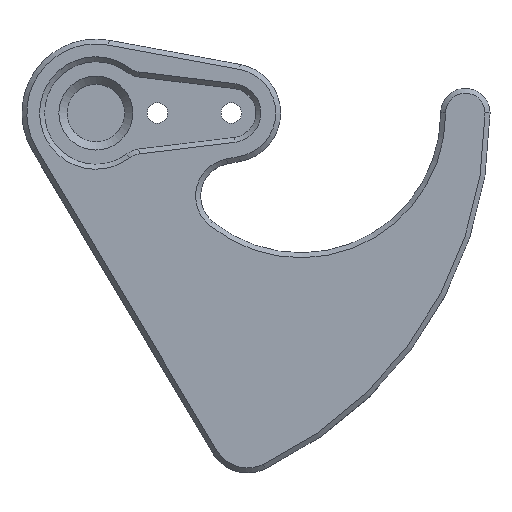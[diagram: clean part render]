
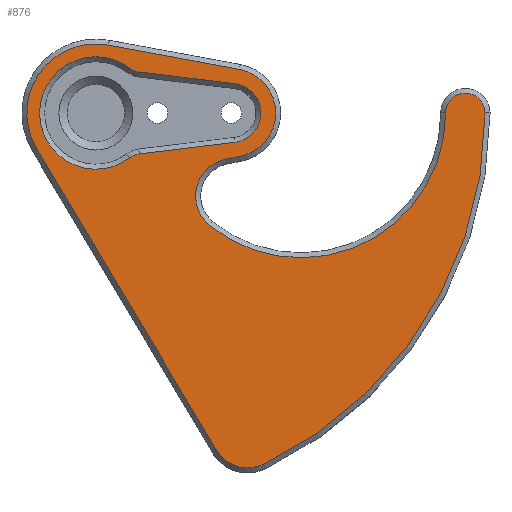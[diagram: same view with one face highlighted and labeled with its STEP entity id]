
A CAD part, top view. The second image highlights one B-rep face of the part: STEP entity #876.
In plain terms, the highlighted planar face has unit normal (0, 0, 1).
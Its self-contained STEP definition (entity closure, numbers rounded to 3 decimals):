
#20=FACE_BOUND('',#150,.T.);
#51=PLANE('',#986);
#90=FACE_OUTER_BOUND('',#149,.T.);
#149=EDGE_LOOP('',(#703,#704,#705,#706,#707,#708,#709,#710,#711,#712));
#150=EDGE_LOOP('',(#713,#714,#715,#716,#717,#718));
#200=CIRCLE('',#963,17.633);
#201=CIRCLE('',#965,4.6);
#203=CIRCLE('',#969,5.4);
#205=CIRCLE('',#973,8.4);
#207=CIRCLE('',#977,4.4);
#208=CIRCLE('',#979,47.4);
#209=CIRCLE('',#981,2.4);
#210=CIRCLE('',#987,2.4);
#211=CIRCLE('',#988,6.85);
#212=CIRCLE('',#989,2.4);
#213=CIRCLE('',#990,3.6);
#259=LINE('',#1432,#332);
#263=LINE('',#1444,#336);
#267=LINE('',#1454,#340);
#274=LINE('',#1482,#347);
#275=LINE('',#1485,#348);
#332=VECTOR('',#1148,10.);
#336=VECTOR('',#1160,10.);
#340=VECTOR('',#1172,10.);
#347=VECTOR('',#1207,10.);
#348=VECTOR('',#1210,10.);
#406=VERTEX_POINT('',#1417);
#407=VERTEX_POINT('',#1419);
#409=VERTEX_POINT('',#1424);
#411=VERTEX_POINT('',#1430);
#413=VERTEX_POINT('',#1436);
#415=VERTEX_POINT('',#1442);
#416=VERTEX_POINT('',#1447);
#417=VERTEX_POINT('',#1452);
#418=VERTEX_POINT('',#1456);
#419=VERTEX_POINT('',#1460);
#420=VERTEX_POINT('',#1474);
#421=VERTEX_POINT('',#1475);
#422=VERTEX_POINT('',#1477);
#423=VERTEX_POINT('',#1479);
#424=VERTEX_POINT('',#1481);
#425=VERTEX_POINT('',#1483);
#494=EDGE_CURVE('',#406,#407,#200,.T.);
#497=EDGE_CURVE('',#409,#406,#201,.T.);
#500=EDGE_CURVE('',#411,#409,#259,.T.);
#503=EDGE_CURVE('',#413,#411,#203,.T.);
#506=EDGE_CURVE('',#415,#413,#263,.T.);
#509=EDGE_CURVE('',#416,#415,#205,.T.);
#512=EDGE_CURVE('',#417,#416,#267,.T.);
#514=EDGE_CURVE('',#418,#417,#207,.T.);
#516=EDGE_CURVE('',#419,#418,#208,.T.);
#517=EDGE_CURVE('',#407,#419,#209,.T.);
#522=EDGE_CURVE('',#420,#421,#210,.T.);
#523=EDGE_CURVE('',#421,#422,#211,.T.);
#524=EDGE_CURVE('',#422,#423,#212,.T.);
#525=EDGE_CURVE('',#423,#424,#274,.T.);
#526=EDGE_CURVE('',#424,#425,#213,.T.);
#527=EDGE_CURVE('',#425,#420,#275,.T.);
#703=ORIENTED_EDGE('',*,*,#494,.F.);
#704=ORIENTED_EDGE('',*,*,#497,.F.);
#705=ORIENTED_EDGE('',*,*,#500,.F.);
#706=ORIENTED_EDGE('',*,*,#503,.F.);
#707=ORIENTED_EDGE('',*,*,#506,.F.);
#708=ORIENTED_EDGE('',*,*,#509,.F.);
#709=ORIENTED_EDGE('',*,*,#512,.F.);
#710=ORIENTED_EDGE('',*,*,#514,.F.);
#711=ORIENTED_EDGE('',*,*,#516,.F.);
#712=ORIENTED_EDGE('',*,*,#517,.F.);
#713=ORIENTED_EDGE('',*,*,#522,.T.);
#714=ORIENTED_EDGE('',*,*,#523,.T.);
#715=ORIENTED_EDGE('',*,*,#524,.T.);
#716=ORIENTED_EDGE('',*,*,#525,.T.);
#717=ORIENTED_EDGE('',*,*,#526,.T.);
#718=ORIENTED_EDGE('',*,*,#527,.T.);
#876=ADVANCED_FACE('',(#90,#20),#51,.T.);
#963=AXIS2_PLACEMENT_3D('',#1420,#1135,#1136);
#965=AXIS2_PLACEMENT_3D('',#1426,#1141,#1142);
#969=AXIS2_PLACEMENT_3D('',#1438,#1153,#1154);
#973=AXIS2_PLACEMENT_3D('',#1449,#1165,#1166);
#977=AXIS2_PLACEMENT_3D('',#1458,#1176,#1177);
#979=AXIS2_PLACEMENT_3D('',#1462,#1181,#1182);
#981=AXIS2_PLACEMENT_3D('',#1464,#1185,#1186);
#986=AXIS2_PLACEMENT_3D('',#1473,#1199,#1200);
#987=AXIS2_PLACEMENT_3D('',#1476,#1201,#1202);
#988=AXIS2_PLACEMENT_3D('',#1478,#1203,#1204);
#989=AXIS2_PLACEMENT_3D('',#1480,#1205,#1206);
#990=AXIS2_PLACEMENT_3D('',#1484,#1208,#1209);
#1135=DIRECTION('center_axis',(0.,0.,1.));
#1136=DIRECTION('ref_axis',(-0.901,-0.433,0.));
#1141=DIRECTION('center_axis',(0.,0.,1.));
#1142=DIRECTION('ref_axis',(-0.969,0.247,0.));
#1148=DIRECTION('',(-0.983,-0.182,0.));
#1153=DIRECTION('center_axis',(0.,0.,-1.));
#1154=DIRECTION('ref_axis',(0.182,-0.983,0.));
#1160=DIRECTION('',(0.983,-0.182,0.));
#1165=DIRECTION('center_axis',(0.,0.,-1.));
#1166=DIRECTION('ref_axis',(0.182,0.983,0.));
#1172=DIRECTION('',(-0.512,0.859,0.));
#1176=DIRECTION('center_axis',(0.,0.,-1.));
#1177=DIRECTION('ref_axis',(-0.29,-0.957,0.));
#1181=DIRECTION('center_axis',(0.,0.,-1.));
#1182=DIRECTION('ref_axis',(0.342,-0.94,0.));
#1185=DIRECTION('center_axis',(0.,0.,-1.));
#1186=DIRECTION('ref_axis',(1.,0.,0.));
#1199=DIRECTION('center_axis',(0.,0.,1.));
#1200=DIRECTION('ref_axis',(1.,0.,0.));
#1201=DIRECTION('center_axis',(0.,0.,1.));
#1202=DIRECTION('ref_axis',(-0.121,0.993,0.));
#1203=DIRECTION('center_axis',(0.,0.,-1.));
#1204=DIRECTION('ref_axis',(-0.604,-0.797,0.));
#1205=DIRECTION('center_axis',(0.,0.,1.));
#1206=DIRECTION('ref_axis',(-0.604,-0.797,0.));
#1207=DIRECTION('',(0.993,-0.121,0.));
#1208=DIRECTION('center_axis',(0.,0.,-1.));
#1209=DIRECTION('ref_axis',(-0.121,0.993,0.));
#1210=DIRECTION('',(-0.993,-0.121,0.));
#1417=CARTESIAN_POINT('',(13.859,-13.695,9.));
#1419=CARTESIAN_POINT('',(42.6,0.,9.));
#1420=CARTESIAN_POINT('Origin',(24.967,0.,9.));
#1424=CARTESIAN_POINT('',(15.921,-5.599,9.));
#1426=CARTESIAN_POINT('Origin',(16.757,-10.122,9.));
#1430=CARTESIAN_POINT('',(17.482,-5.31,9.));
#1432=CARTESIAN_POINT('',(13.387,-6.067,9.));
#1436=CARTESIAN_POINT('',(17.482,5.31,9.));
#1438=CARTESIAN_POINT('Origin',(16.5,0.,9.));
#1442=CARTESIAN_POINT('',(1.527,8.26,9.));
#1444=CARTESIAN_POINT('',(20.489,4.754,9.));
#1447=CARTESIAN_POINT('',(-7.215,-4.302,9.));
#1449=CARTESIAN_POINT('Origin',(0.,0.,9.));
#1452=CARTESIAN_POINT('',(14.712,-41.075,9.));
#1454=CARTESIAN_POINT('',(-0.828,-15.013,9.));
#1456=CARTESIAN_POINT('',(20.383,-42.793,9.));
#1458=CARTESIAN_POINT('Origin',(18.491,-38.821,9.));
#1460=CARTESIAN_POINT('',(47.4,0.,9.));
#1462=CARTESIAN_POINT('Origin',(0.,0.,9.));
#1464=CARTESIAN_POINT('Origin',(45.,0.,9.));
#1473=CARTESIAN_POINT('Origin',(19.5,-17.411,9.));
#1474=CARTESIAN_POINT('',(5.3,-4.987,9.));
#1475=CARTESIAN_POINT('',(4.14,-5.458,9.));
#1476=CARTESIAN_POINT('Origin',(5.59,-7.37,9.));
#1477=CARTESIAN_POINT('',(4.14,5.458,9.));
#1478=CARTESIAN_POINT('Origin',(0.,0.,9.));
#1479=CARTESIAN_POINT('',(5.3,4.987,9.));
#1480=CARTESIAN_POINT('Origin',(5.59,7.37,9.));
#1481=CARTESIAN_POINT('',(16.934,3.574,9.));
#1482=CARTESIAN_POINT('',(5.3,4.987,9.));
#1483=CARTESIAN_POINT('',(16.934,-3.574,9.));
#1484=CARTESIAN_POINT('Origin',(16.5,0.,9.));
#1485=CARTESIAN_POINT('',(16.934,-3.574,9.));
